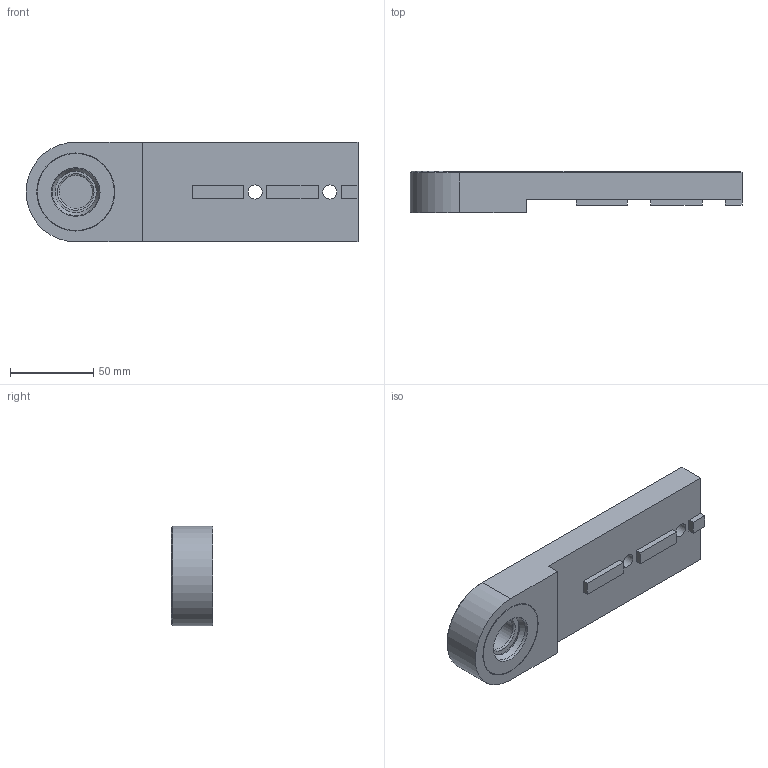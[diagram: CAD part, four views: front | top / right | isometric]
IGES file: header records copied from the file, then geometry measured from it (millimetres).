
Global section: file name: 906001.stp.ipt; native system: Autodesk Inventor 2014; preprocessor: unknown; author: zeman; date: 20151020.100306; units: millimetre
Bounding box: 200 x 25 x 60 mm (x, y, z)
Volume: 204127.3 mm3; surface area: 51291.2 mm2
Topology: 8 solids, 8 shells, 71 faces, 183 edges, 128 vertices
Faces by surface type: plane 36, revolution 21, cylinder 7, sphere 4, cone 2, bspline 1
Full cylindrical faces by diameter (mm): 28.802 x3, 29.2 x1, 47 x2
